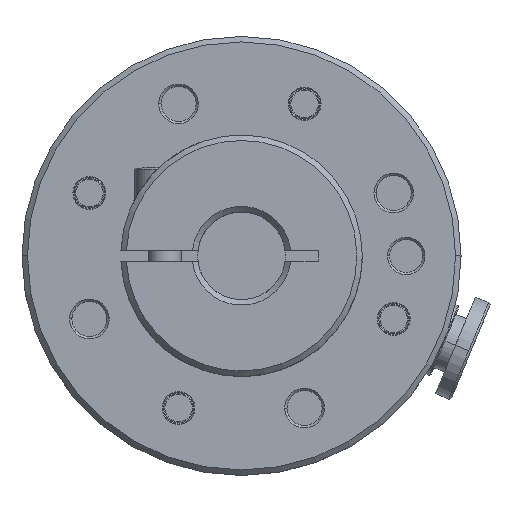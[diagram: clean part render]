
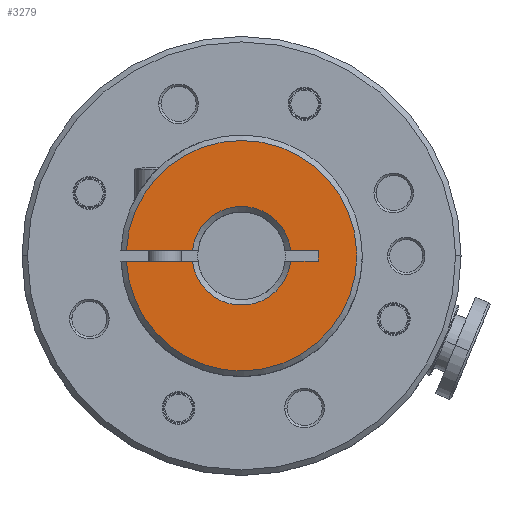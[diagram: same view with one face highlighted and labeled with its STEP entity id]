
A CAD part, top view. The second image highlights one B-rep face of the part: STEP entity #3279.
In plain terms, the highlighted face is planar.
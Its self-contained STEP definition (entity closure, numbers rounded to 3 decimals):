
#973=CARTESIAN_POINT('',(4.472,-14.,0.5));
#981=DIRECTION('',(-1.,0.,0.));
#982=VECTOR('',#981,2.528);
#983=CARTESIAN_POINT('',(7.,-14.,0.5));
#984=LINE('',#983,#982);
#1010=CARTESIAN_POINT('',(-10.488,-14.,0.5));
#1018=DIRECTION('',(-1.,0.,0.));
#1019=VECTOR('',#1018,6.016);
#1020=CARTESIAN_POINT('',(-4.472,-14.,0.5));
#1021=LINE('',#1020,#1019);
#1321=DIRECTION('',(0.,0.,-1.));
#1322=VECTOR('',#1321,1.);
#1323=CARTESIAN_POINT('',(7.,-14.,0.5));
#1324=LINE('',#1323,#1322);
#1328=CARTESIAN_POINT('',(0.,-14.,0.));
#1329=DIRECTION('',(0.,1.,0.));
#1330=DIRECTION('',(-0.994,0.,0.111));
#1331=AXIS2_PLACEMENT_3D('',#1328,#1329,#1330);
#1336=CARTESIAN_POINT('',(0.,-14.,0.));
#1337=DIRECTION('',(0.,-1.,0.));
#1338=DIRECTION('',(0.999,0.,0.048));
#1339=AXIS2_PLACEMENT_3D('',#1336,#1337,#1338);
#1344=CARTESIAN_POINT('',(0.,-14.,0.));
#1345=DIRECTION('',(0.,-1.,0.));
#1346=DIRECTION('',(-0.999,0.,-0.048));
#1347=AXIS2_PLACEMENT_3D('',#1344,#1345,#1346);
#1352=DIRECTION('',(-1.,0.,0.));
#1353=VECTOR('',#1352,6.016);
#1354=CARTESIAN_POINT('',(-4.472,-14.,-0.5));
#1355=LINE('',#1354,#1353);
#1359=CARTESIAN_POINT('',(0.,-14.,0.));
#1360=DIRECTION('',(0.,1.,0.));
#1361=DIRECTION('',(0.994,0.,-0.111));
#1362=AXIS2_PLACEMENT_3D('',#1359,#1360,#1361);
#1367=DIRECTION('',(-1.,0.,0.));
#1368=VECTOR('',#1367,2.528);
#1369=CARTESIAN_POINT('',(7.,-14.,-0.5));
#1370=LINE('',#1369,#1368);
#1396=CARTESIAN_POINT('',(0.,-14.,0.));
#1397=DIRECTION('',(0.,1.,0.));
#1398=DIRECTION('',(0.999,0.,0.048));
#1399=AXIS2_PLACEMENT_3D('',#1396,#1397,#1398);
#2350=VERTEX_POINT('',#973);
#2351=CARTESIAN_POINT('',(7.,-14.,0.5));
#2352=VERTEX_POINT('',#2351);
#2361=VERTEX_POINT('',#1010);
#2362=CARTESIAN_POINT('',(-4.472,-14.,0.5));
#2363=VERTEX_POINT('',#2362);
#2368=CARTESIAN_POINT('',(-10.488,-14.,-0.5));
#2369=CARTESIAN_POINT('',(10.5,-14.,0.));
#2370=VERTEX_POINT('',#2368);
#2371=VERTEX_POINT('',#2369);
#2372=CARTESIAN_POINT('',(10.488,-14.,0.5));
#2373=VERTEX_POINT('',#2372);
#2374=CARTESIAN_POINT('',(-4.472,-14.,-0.5));
#2375=VERTEX_POINT('',#2374);
#2376=CARTESIAN_POINT('',(4.472,-14.,-0.5));
#2377=VERTEX_POINT('',#2376);
#2378=CARTESIAN_POINT('',(7.,-14.,-0.5));
#2379=VERTEX_POINT('',#2378);
#3258=CARTESIAN_POINT('',(0.,-14.,0.));
#3259=DIRECTION('',(0.,1.,0.));
#3260=DIRECTION('',(1.,0.,0.));
#3261=AXIS2_PLACEMENT_3D('',#3258,#3259,#3260);
#3262=PLANE('',#3261);
#3264=ORIENTED_EDGE('',*,*,#3263,.F.);
#3265=ORIENTED_EDGE('',*,*,#3011,.T.);
#3266=ORIENTED_EDGE('',*,*,#3028,.F.);
#3267=ORIENTED_EDGE('',*,*,#3044,.T.);
#3269=ORIENTED_EDGE('',*,*,#3268,.F.);
#3271=ORIENTED_EDGE('',*,*,#3270,.T.);
#3273=ORIENTED_EDGE('',*,*,#3272,.F.);
#3274=ORIENTED_EDGE('',*,*,#3215,.F.);
#3275=ORIENTED_EDGE('',*,*,#3238,.F.);
#3276=ORIENTED_EDGE('',*,*,#3248,.F.);
#3277=EDGE_LOOP('',(#3264,#3265,#3266,#3267,#3269,#3271,#3273,#3274,#3275,
#3276));
#3278=FACE_OUTER_BOUND('',#3277,.F.);
#1332=CIRCLE('',#1331,4.5);
#1340=CIRCLE('',#1339,10.5);
#1348=CIRCLE('',#1347,10.5);
#1363=CIRCLE('',#1362,4.5);
#1400=CIRCLE('',#1399,10.5);
#3011=EDGE_CURVE('',#2352,#2350,#984,.T.);
#3028=EDGE_CURVE('',#2363,#2350,#1332,.T.);
#3044=EDGE_CURVE('',#2363,#2361,#1021,.T.);
#3215=EDGE_CURVE('',#2375,#2370,#1355,.T.);
#3238=EDGE_CURVE('',#2377,#2375,#1363,.T.);
#3248=EDGE_CURVE('',#2379,#2377,#1370,.T.);
#3263=EDGE_CURVE('',#2352,#2379,#1324,.T.);
#3268=EDGE_CURVE('',#2373,#2361,#1340,.T.);
#3270=EDGE_CURVE('',#2373,#2371,#1400,.T.);
#3272=EDGE_CURVE('',#2370,#2371,#1348,.T.);
#3279=ADVANCED_FACE('',(#3278),#3262,.F.);
